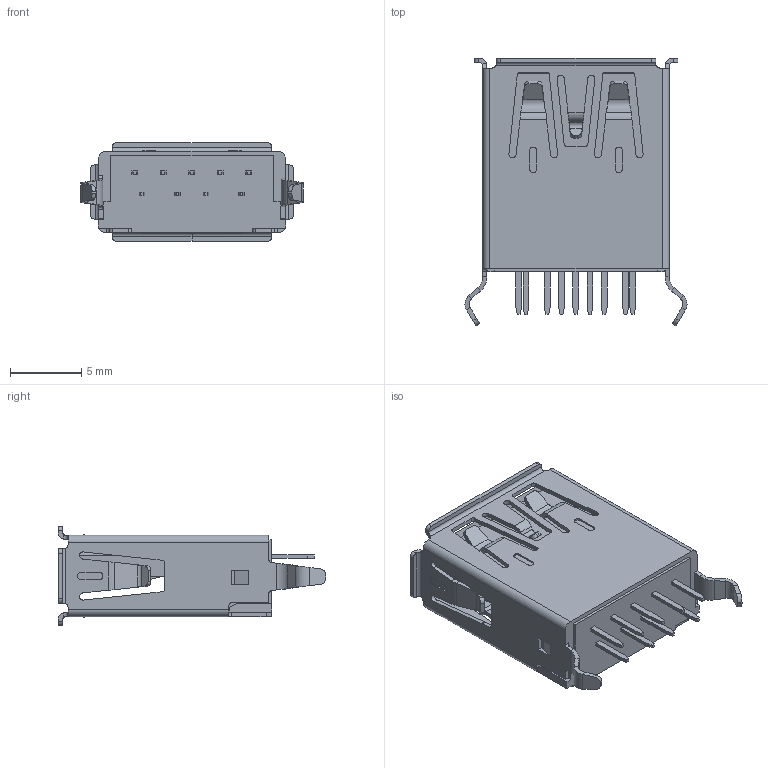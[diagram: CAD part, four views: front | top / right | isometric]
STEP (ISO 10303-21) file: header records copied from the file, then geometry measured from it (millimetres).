
FILE_DESCRIPTION((''),'2;1');
FILE_NAME('484080003','2017-10-31T',('rlalsangi'),(''),'PRO/ENGINEER BY PARAMETRIC TECHNOLOGY CORPORATION, 2012310','PRO/ENGINEER BY PARAMETRIC TECHNOLOGY CORPORATION, 2012310','');
FILE_SCHEMA(('CONFIG_CONTROL_DESIGN'));
Length unit declared in the file: millimetre
Products named in the file (1): 484080003
Bounding box: 15.6 x 18.8 x 6.92 mm (x, y, z)
Volume: 651.6 mm3; surface area: 1421.7 mm2
Topology: 1 solids, 1 shells, 609 faces, 1657 edges, 1072 vertices
Faces by surface type: plane 390, cylinder 183, bspline 36
Entity records: 20676 total; most frequent: CARTESIAN_POINT 5294, ORIENTED_EDGE 3270, DIRECTION 3005, EDGE_CURVE 1635, VECTOR 1241, LINE 1241, VERTEX_POINT 1050, AXIS2_PLACEMENT_3D 882
